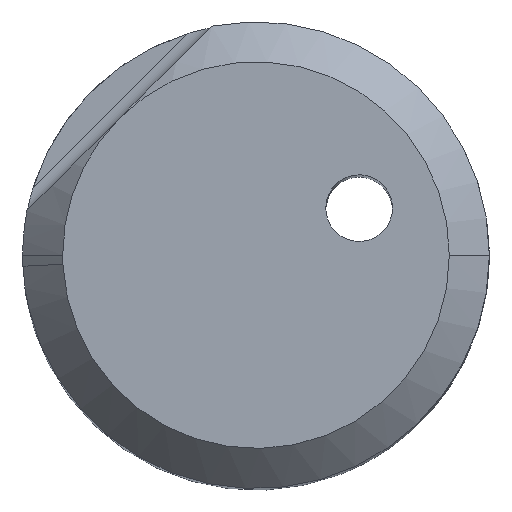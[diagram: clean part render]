
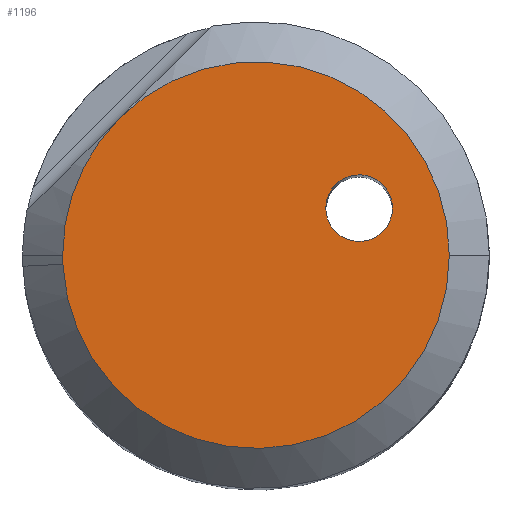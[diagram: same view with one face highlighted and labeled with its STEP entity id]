
A CAD part, top view. The second image highlights one B-rep face of the part: STEP entity #1196.
In plain terms, the highlighted planar face has unit normal (0, 0, 1).
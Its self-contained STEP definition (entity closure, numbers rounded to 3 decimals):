
#570=AXIS2_PLACEMENT_3D('Circle Axis2P3D',#568,#569,$) ;
#1156=AXIS2_PLACEMENT_3D('Plane Axis2P3D',#1153,#1154,#1155) ;
#1160=AXIS2_PLACEMENT_3D('Circle Axis2P3D',#1158,#1159,$) ;
#1169=AXIS2_PLACEMENT_3D('Circle Axis2P3D',#1167,#1168,$) ;
#1176=AXIS2_PLACEMENT_3D('Circle Axis2P3D',#1174,#1175,$) ;
#1183=AXIS2_PLACEMENT_3D('Circle Axis2P3D',#1181,#1182,$) ;
#565=CARTESIAN_POINT('Vertex',(1.06,0.817,0.)) ;
#568=CARTESIAN_POINT('Axis2P3D Location',(1.547,0.705,0.)) ;
#572=CARTESIAN_POINT('Vertex',(2.034,0.593,0.)) ;
#1135=CARTESIAN_POINT('Control Point',(1.06,0.817,0.)) ;
#1136=CARTESIAN_POINT('Control Point',(1.095,0.97,0.)) ;
#1137=CARTESIAN_POINT('Control Point',(1.19,1.109,0.)) ;
#1138=CARTESIAN_POINT('Control Point',(1.339,1.203,0.)) ;
#1139=CARTESIAN_POINT('Control Point',(1.673,1.252,0.)) ;
#1140=CARTESIAN_POINT('Control Point',(1.951,1.062,0.)) ;
#1141=CARTESIAN_POINT('Control Point',(2.044,0.913,0.)) ;
#1142=CARTESIAN_POINT('Control Point',(2.069,0.746,0.)) ;
#1143=CARTESIAN_POINT('Control Point',(2.034,0.593,0.)) ;
#1153=CARTESIAN_POINT('Axis2P3D Location',(0.,0.,0.)) ;
#1158=CARTESIAN_POINT('Axis2P3D Location',(0.,0.,0.)) ;
#1162=CARTESIAN_POINT('Vertex',(-2.051,2.051,0.)) ;
#1164=CARTESIAN_POINT('Vertex',(2.9,0.,0.)) ;
#1167=CARTESIAN_POINT('Axis2P3D Location',(0.,0.,0.)) ;
#1171=CARTESIAN_POINT('Vertex',(-2.9,0.,0.)) ;
#1174=CARTESIAN_POINT('Axis2P3D Location',(0.,0.,0.)) ;
#1178=CARTESIAN_POINT('Vertex',(-2.897,-0.137,0.)) ;
#1181=CARTESIAN_POINT('Axis2P3D Location',(0.,0.,0.)) ;
#569=DIRECTION('Axis2P3D Direction',(0.,0.,-1.)) ;
#1154=DIRECTION('Axis2P3D Direction',(0.,0.,-1.)) ;
#1155=DIRECTION('Axis2P3D XDirection',(-1.,0.,0.)) ;
#1159=DIRECTION('Axis2P3D Direction',(0.,0.,-1.)) ;
#1168=DIRECTION('Axis2P3D Direction',(0.,0.,-1.)) ;
#1175=DIRECTION('Axis2P3D Direction',(0.,0.,-1.)) ;
#1182=DIRECTION('Axis2P3D Direction',(0.,0.,-1.)) ;
#1187=ORIENTED_EDGE('',*,*,#1166,.F.) ;
#1188=ORIENTED_EDGE('',*,*,#1173,.F.) ;
#1189=ORIENTED_EDGE('',*,*,#1180,.F.) ;
#1190=ORIENTED_EDGE('',*,*,#1185,.F.) ;
#1193=ORIENTED_EDGE('',*,*,#1144,.T.) ;
#1194=ORIENTED_EDGE('',*,*,#574,.T.) ;
#1195=FACE_BOUND('',#1192,.T.) ;
#1196=ADVANCED_FACE('NOCUT',(#1191,#1195),#1157,.F.) ;
#1134=B_SPLINE_CURVE_WITH_KNOTS('',5,(#1135,#1136,#1137,#1138,#1139,#1140,#1141,#1142,#1143),.UNSPECIFIED.,.F.,.U.,(6,3,6),(-0.785,0.,0.785),.UNSPECIFIED.) ;
#571=CIRCLE('generated circle',#570,0.5) ;
#1161=CIRCLE('generated circle',#1160,2.9) ;
#1170=CIRCLE('generated circle',#1169,2.9) ;
#1177=CIRCLE('generated circle',#1176,2.9) ;
#1184=CIRCLE('generated circle',#1183,2.9) ;
#574=EDGE_CURVE('',#573,#566,#571,.T.) ;
#1144=EDGE_CURVE('',#566,#573,#1134,.T.) ;
#1166=EDGE_CURVE('',#1163,#1165,#1161,.T.) ;
#1173=EDGE_CURVE('',#1172,#1163,#1170,.T.) ;
#1180=EDGE_CURVE('',#1179,#1172,#1177,.T.) ;
#1185=EDGE_CURVE('',#1165,#1179,#1184,.T.) ;
#1186=EDGE_LOOP('',(#1187,#1188,#1189,#1190)) ;
#1192=EDGE_LOOP('',(#1193,#1194)) ;
#1191=FACE_OUTER_BOUND('',#1186,.T.) ;
#1157=PLANE('',#1156) ;
#566=VERTEX_POINT('',#565) ;
#573=VERTEX_POINT('',#572) ;
#1163=VERTEX_POINT('',#1162) ;
#1165=VERTEX_POINT('',#1164) ;
#1172=VERTEX_POINT('',#1171) ;
#1179=VERTEX_POINT('',#1178) ;
